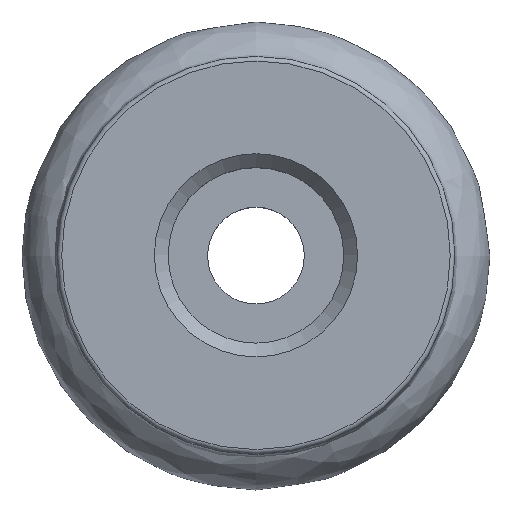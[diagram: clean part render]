
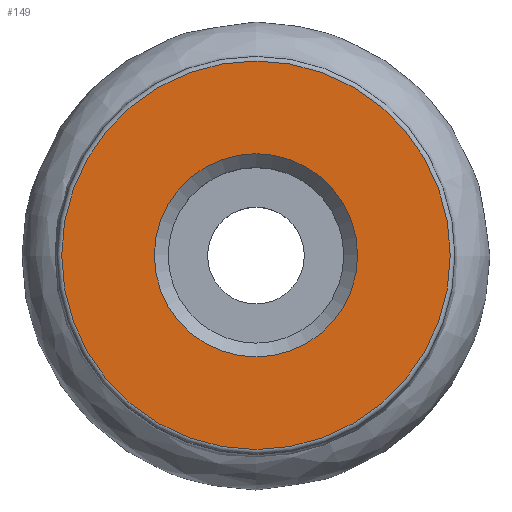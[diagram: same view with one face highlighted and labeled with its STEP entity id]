
A CAD part, top view. The second image highlights one B-rep face of the part: STEP entity #149.
In plain terms, the highlighted planar face has unit normal (0, 0, 1).
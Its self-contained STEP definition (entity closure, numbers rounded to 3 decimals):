
#109=PLANE('',#578);
#149=ADVANCED_FACE('',(#210,#211),#109,.T.);
#210=FACE_BOUND('',#267,.T.);
#211=FACE_BOUND('',#268,.T.);
#267=EDGE_LOOP('',(#323));
#268=EDGE_LOOP('',(#324));
#323=ORIENTED_EDGE('',*,*,#383,.T.);
#324=ORIENTED_EDGE('',*,*,#382,.F.);
#353=VERTEX_POINT('',#822);
#354=VERTEX_POINT('',#825);
#382=EDGE_CURVE('',#353,#353,#410,.T.);
#383=EDGE_CURVE('',#354,#354,#411,.T.);
#410=CIRCLE('',#575,21.09);
#411=CIRCLE('',#577,11.03);
#575=AXIS2_PLACEMENT_3D('',#821,#705,#706);
#577=AXIS2_PLACEMENT_3D('',#824,#709,#710);
#578=AXIS2_PLACEMENT_3D('',#826,#711,#712);
#705=DIRECTION('',(0.,0.,-1.));
#706=DIRECTION('',(0.,-1.,0.));
#709=DIRECTION('',(0.,0.,-1.));
#710=DIRECTION('',(0.,-1.,0.));
#711=DIRECTION('',(0.,0.,1.));
#712=DIRECTION('',(0.,-1.,0.));
#821=CARTESIAN_POINT('',(0.,0.,0.));
#822=CARTESIAN_POINT('',(0.,-21.09,0.));
#824=CARTESIAN_POINT('',(0.,0.,0.));
#825=CARTESIAN_POINT('',(0.,-11.03,0.));
#826=CARTESIAN_POINT('',(21.09,0.,0.));
